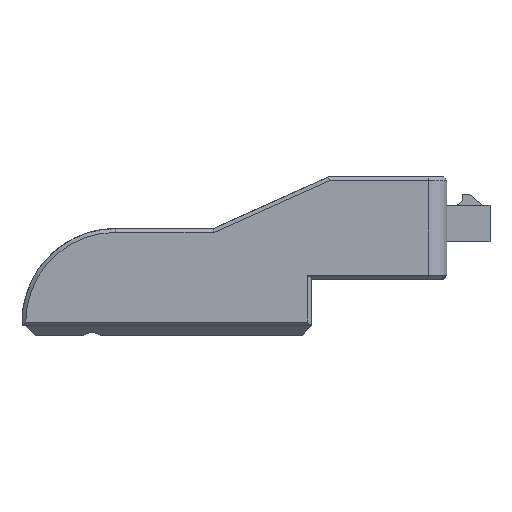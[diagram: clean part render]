
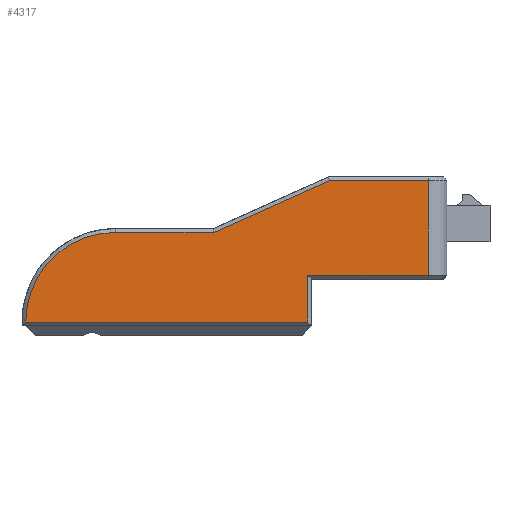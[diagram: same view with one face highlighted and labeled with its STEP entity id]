
A CAD part, left-side view. The second image highlights one B-rep face of the part: STEP entity #4317.
In plain terms, the highlighted planar face has unit normal (-1, 0, 0).
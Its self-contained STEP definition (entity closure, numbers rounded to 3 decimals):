
#250=CIRCLE('',#4648,9.6);
#452=FACE_OUTER_BOUND('',#702,.T.);
#702=EDGE_LOOP('',(#3666,#3667,#3668,#3669,#3670,#3671,#3672,#3673));
#1138=LINE('',#7184,#1598);
#1149=LINE('',#7227,#1609);
#1150=LINE('',#7231,#1610);
#1151=LINE('',#7233,#1611);
#1152=LINE('',#7237,#1612);
#1153=LINE('',#7239,#1613);
#1154=LINE('',#7240,#1614);
#1598=VECTOR('',#5572,10.);
#1609=VECTOR('',#5601,10.);
#1610=VECTOR('',#5606,10.);
#1611=VECTOR('',#5607,10.);
#1612=VECTOR('',#5610,10.);
#1613=VECTOR('',#5611,10.);
#1614=VECTOR('',#5612,10.);
#2021=VERTEX_POINT('',#7181);
#2022=VERTEX_POINT('',#7183);
#2033=VERTEX_POINT('',#7226);
#2034=VERTEX_POINT('',#7230);
#2035=VERTEX_POINT('',#7232);
#2036=VERTEX_POINT('',#7234);
#2037=VERTEX_POINT('',#7236);
#2038=VERTEX_POINT('',#7238);
#2581=EDGE_CURVE('',#2021,#2022,#1138,.T.);
#2599=EDGE_CURVE('',#2022,#2033,#1149,.T.);
#2601=EDGE_CURVE('',#2034,#2021,#1150,.T.);
#2602=EDGE_CURVE('',#2035,#2034,#1151,.T.);
#2603=EDGE_CURVE('',#2036,#2035,#250,.T.);
#2604=EDGE_CURVE('',#2037,#2036,#1152,.T.);
#2605=EDGE_CURVE('',#2038,#2037,#1153,.T.);
#2606=EDGE_CURVE('',#2033,#2038,#1154,.T.);
#3666=ORIENTED_EDGE('',*,*,#2581,.F.);
#3667=ORIENTED_EDGE('',*,*,#2601,.F.);
#3668=ORIENTED_EDGE('',*,*,#2602,.F.);
#3669=ORIENTED_EDGE('',*,*,#2603,.F.);
#3670=ORIENTED_EDGE('',*,*,#2604,.F.);
#3671=ORIENTED_EDGE('',*,*,#2605,.F.);
#3672=ORIENTED_EDGE('',*,*,#2606,.F.);
#3673=ORIENTED_EDGE('',*,*,#2599,.F.);
#4107=PLANE('',#4647);
#4317=ADVANCED_FACE('',(#452),#4107,.T.);
#4647=AXIS2_PLACEMENT_3D('',#7229,#5604,#5605);
#4648=AXIS2_PLACEMENT_3D('',#7235,#5608,#5609);
#5572=DIRECTION('',(0.,-1.,0.));
#5601=DIRECTION('',(0.,0.,-1.));
#5604=DIRECTION('center_axis',(-1.,0.,0.));
#5605=DIRECTION('ref_axis',(0.,-1.,0.));
#5606=DIRECTION('',(0.,-0.912,0.41));
#5607=DIRECTION('',(0.,-1.,0.));
#5608=DIRECTION('center_axis',(1.,0.,0.));
#5609=DIRECTION('ref_axis',(0.,0.707,0.707));
#5610=DIRECTION('',(0.,1.,0.));
#5611=DIRECTION('',(0.,0.,-1.));
#5612=DIRECTION('',(0.,1.,0.));
#7181=CARTESIAN_POINT('',(-10.8,-34.299,9.041));
#7183=CARTESIAN_POINT('',(-10.8,-44.9,9.041));
#7184=CARTESIAN_POINT('',(-10.8,-17.9,9.041));
#7226=CARTESIAN_POINT('',(-10.8,-44.9,-1.1));
#7227=CARTESIAN_POINT('',(-10.8,-44.9,-3.6));
#7229=CARTESIAN_POINT('Origin',(-10.8,-1.4,-6.1));
#7230=CARTESIAN_POINT('',(-10.8,-21.986,3.5));
#7231=CARTESIAN_POINT('',(-10.8,-14.169,-0.018));
#7232=CARTESIAN_POINT('',(-10.8,-11.4,3.5));
#7233=CARTESIAN_POINT('',(-10.8,-12.775,3.5));
#7234=CARTESIAN_POINT('',(-10.8,-1.8,-6.1));
#7235=CARTESIAN_POINT('Origin',(-10.8,-11.4,-6.1));
#7236=CARTESIAN_POINT('',(-10.8,-31.995,-6.1));
#7237=CARTESIAN_POINT('',(-10.8,-5.15,-6.1));
#7238=CARTESIAN_POINT('',(-10.8,-31.995,-1.1));
#7239=CARTESIAN_POINT('',(-10.8,-31.995,-6.1));
#7240=CARTESIAN_POINT('',(-10.8,-12.775,-1.1));
